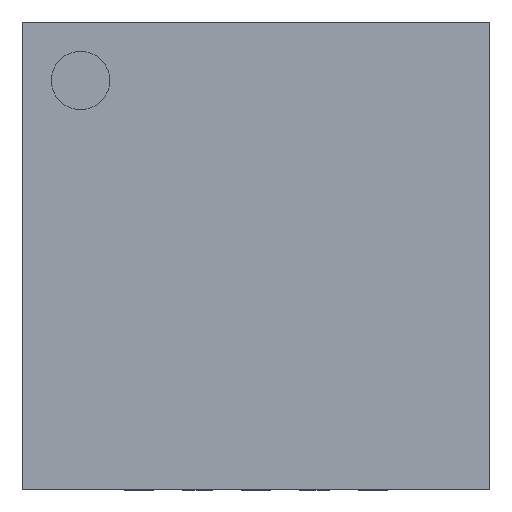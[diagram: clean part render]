
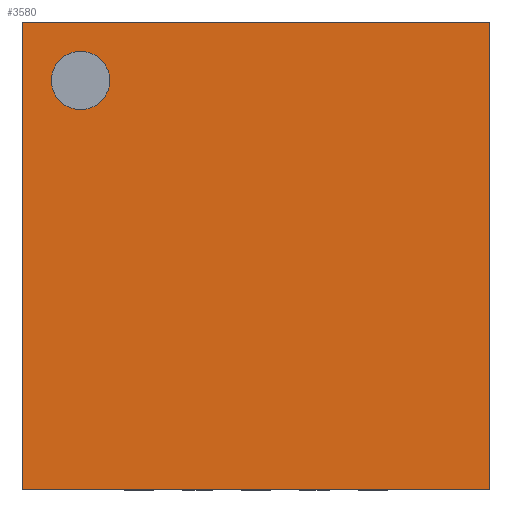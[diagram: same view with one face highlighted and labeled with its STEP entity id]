
A CAD part, top view. The second image highlights one B-rep face of the part: STEP entity #3580.
In plain terms, the highlighted planar face has unit normal (0, 0, 1).
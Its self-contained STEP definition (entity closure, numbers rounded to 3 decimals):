
#62=FACE_BOUND('',#489,.T.);
#104=CIRCLE('',#3857,0.25);
#273=FACE_OUTER_BOUND('',#488,.T.);
#488=EDGE_LOOP('',(#2811,#2812,#2813,#2814));
#489=EDGE_LOOP('',(#2815));
#800=LINE('',#5513,#1224);
#809=LINE('',#5525,#1233);
#816=LINE('',#5536,#1240);
#824=LINE('',#5545,#1248);
#1224=VECTOR('',#4454,4.);
#1233=VECTOR('',#4465,4.);
#1240=VECTOR('',#4474,4.);
#1248=VECTOR('',#4484,4.);
#1625=VERTEX_POINT('',#5510);
#1626=VERTEX_POINT('',#5512);
#1628=VERTEX_POINT('',#5524);
#1631=VERTEX_POINT('',#5534);
#1633=VERTEX_POINT('',#5553);
#2026=EDGE_CURVE('',#1625,#1626,#800,.T.);
#2035=EDGE_CURVE('',#1626,#1628,#809,.T.);
#2042=EDGE_CURVE('',#1631,#1625,#816,.T.);
#2050=EDGE_CURVE('',#1628,#1631,#824,.T.);
#2055=EDGE_CURVE('',#1633,#1633,#104,.T.);
#2811=ORIENTED_EDGE('',*,*,#2042,.F.);
#2812=ORIENTED_EDGE('',*,*,#2050,.F.);
#2813=ORIENTED_EDGE('',*,*,#2035,.F.);
#2814=ORIENTED_EDGE('',*,*,#2026,.F.);
#2815=ORIENTED_EDGE('',*,*,#2055,.T.);
#3386=PLANE('',#3859);
#3580=ADVANCED_FACE('',(#273,#62),#3386,.T.);
#3857=AXIS2_PLACEMENT_3D('',#5554,#4494,#4495);
#3859=AXIS2_PLACEMENT_3D('',#5556,#4498,#4499);
#4454=DIRECTION('',(-1.,0.,0.));
#4465=DIRECTION('',(0.,1.,0.));
#4474=DIRECTION('',(0.,-1.,0.));
#4484=DIRECTION('',(1.,0.,0.));
#4494=DIRECTION('center_axis',(0.,0.,
-1.));
#4495=DIRECTION('ref_axis',(1.,0.,0.));
#4498=DIRECTION('center_axis',(0.,0.,
1.));
#4499=DIRECTION('ref_axis',(1.,0.,0.));
#5510=CARTESIAN_POINT('',(2.,-2.,0.8));
#5512=CARTESIAN_POINT('',(-2.,-2.,0.8));
#5513=CARTESIAN_POINT('',(2.,-2.,0.8));
#5524=CARTESIAN_POINT('',(-2.,2.,0.8));
#5525=CARTESIAN_POINT('',(-2.,-2.,0.8));
#5534=CARTESIAN_POINT('',(2.,2.,0.8));
#5536=CARTESIAN_POINT('',(2.,2.,0.8));
#5545=CARTESIAN_POINT('',(-2.,2.,0.8));
#5553=CARTESIAN_POINT('',(-1.25,1.5,0.8));
#5554=CARTESIAN_POINT('Origin',(-1.5,1.5,0.8));
#5556=CARTESIAN_POINT('Origin',(0.,0.,0.8));
